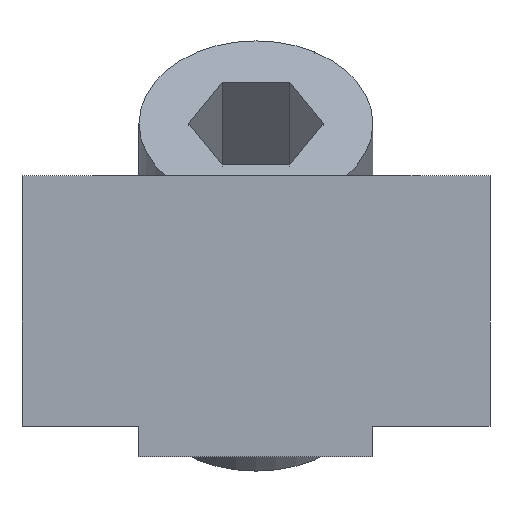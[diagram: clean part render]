
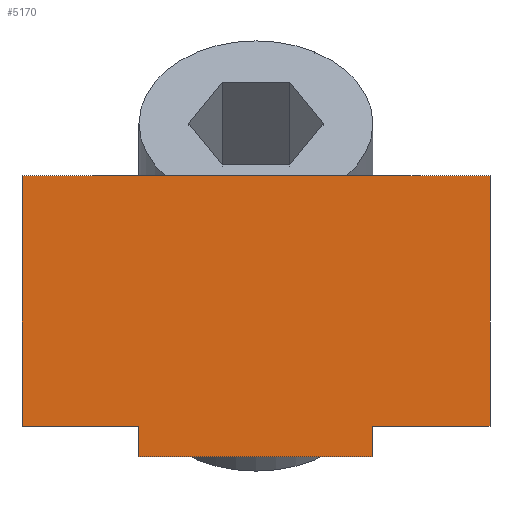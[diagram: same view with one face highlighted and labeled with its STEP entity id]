
A CAD part, front view. The second image highlights one B-rep face of the part: STEP entity #5170.
In plain terms, the highlighted face is planar.
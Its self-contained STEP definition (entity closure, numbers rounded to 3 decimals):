
#4460=CARTESIAN_POINT('',(0.,0.,40.));
#4470=DIRECTION('',(0.,0.,1.));
#4480=DIRECTION('',(1.,0.,0.));
#4490=AXIS2_PLACEMENT_3D('',#4460,#4470,#4480);
#4500=PLANE('',#4490);
#4510=CARTESIAN_POINT('',(178.072,211.352,40.));
#4520=DIRECTION('',(0.,1.,0.));
#4530=VECTOR('',#4520,1.);
#4540=LINE('',#4510,#4530);
#4550=CARTESIAN_POINT('',(178.072,211.352,40.));
#4560=VERTEX_POINT('',#4550);
#4570=CARTESIAN_POINT('',(178.072,222.052,40.));
#4580=VERTEX_POINT('',#4570);
#4590=EDGE_CURVE('',#4560,#4580,#4540,.T.);
#4600=ORIENTED_EDGE('',*,*,#4590,.T.);
#4610=CARTESIAN_POINT('',(173.072,211.352,40.));
#4620=DIRECTION('',(1.,0.,0.));
#4630=VECTOR('',#4620,1.);
#4640=LINE('',#4610,#4630);
#4650=CARTESIAN_POINT('',(173.072,211.352,40.));
#4660=VERTEX_POINT('',#4650);
#4670=EDGE_CURVE('',#4660,#4560,#4640,.T.);
#4680=ORIENTED_EDGE('',*,*,#4670,.T.);
#4690=CARTESIAN_POINT('',(173.072,210.052,40.));
#4700=DIRECTION('',(0.,1.,0.));
#4710=VECTOR('',#4700,1.);
#4720=LINE('',#4690,#4710);
#4730=CARTESIAN_POINT('',(173.072,210.052,40.));
#4740=VERTEX_POINT('',#4730);
#4750=EDGE_CURVE('',#4740,#4660,#4720,.T.);
#4760=ORIENTED_EDGE('',*,*,#4750,.T.);
#4770=CARTESIAN_POINT('',(163.072,210.052,40.));
#4780=DIRECTION('',(1.,0.,0.));
#4790=VECTOR('',#4780,1.);
#4800=LINE('',#4770,#4790);
#4810=CARTESIAN_POINT('',(163.072,210.052,40.));
#4820=VERTEX_POINT('',#4810);
#4830=EDGE_CURVE('',#4820,#4740,#4800,.T.);
#4840=ORIENTED_EDGE('',*,*,#4830,.T.);
#4850=CARTESIAN_POINT('',(163.072,211.352,40.));
#4860=DIRECTION('',(0.,-1.,0.));
#4870=VECTOR('',#4860,1.);
#4880=LINE('',#4850,#4870);
#4890=CARTESIAN_POINT('',(163.072,211.352,40.));
#4900=VERTEX_POINT('',#4890);
#4910=EDGE_CURVE('',#4900,#4820,#4880,.T.);
#4920=ORIENTED_EDGE('',*,*,#4910,.T.);
#4930=CARTESIAN_POINT('',(158.072,211.352,40.));
#4940=DIRECTION('',(1.,0.,0.));
#4950=VECTOR('',#4940,1.);
#4960=LINE('',#4930,#4950);
#4970=CARTESIAN_POINT('',(158.072,211.352,40.));
#4980=VERTEX_POINT('',#4970);
#4990=EDGE_CURVE('',#4980,#4900,#4960,.T.);
#5000=ORIENTED_EDGE('',*,*,#4990,.T.);
#5010=CARTESIAN_POINT('',(158.072,222.052,40.));
#5020=DIRECTION('',(0.,-1.,0.));
#5030=VECTOR('',#5020,1.);
#5040=LINE('',#5010,#5030);
#5050=CARTESIAN_POINT('',(158.072,222.052,40.));
#5060=VERTEX_POINT('',#5050);
#5070=EDGE_CURVE('',#5060,#4980,#5040,.T.);
#5080=ORIENTED_EDGE('',*,*,#5070,.T.);
#5090=CARTESIAN_POINT('',(178.072,222.052,40.));
#5100=DIRECTION('',(-1.,0.,0.));
#5110=VECTOR('',#5100,1.);
#5120=LINE('',#5090,#5110);
#5130=EDGE_CURVE('',#4580,#5060,#5120,.T.);
#5140=ORIENTED_EDGE('',*,*,#5130,.T.);
#5150=EDGE_LOOP('',(#5140,#5080,#5000,#4920,#4840,#4760,#4680,#4600));
#5160=FACE_OUTER_BOUND('',#5150,.T.);
#5170=ADVANCED_FACE('',(#5160),#4500,.T.);
